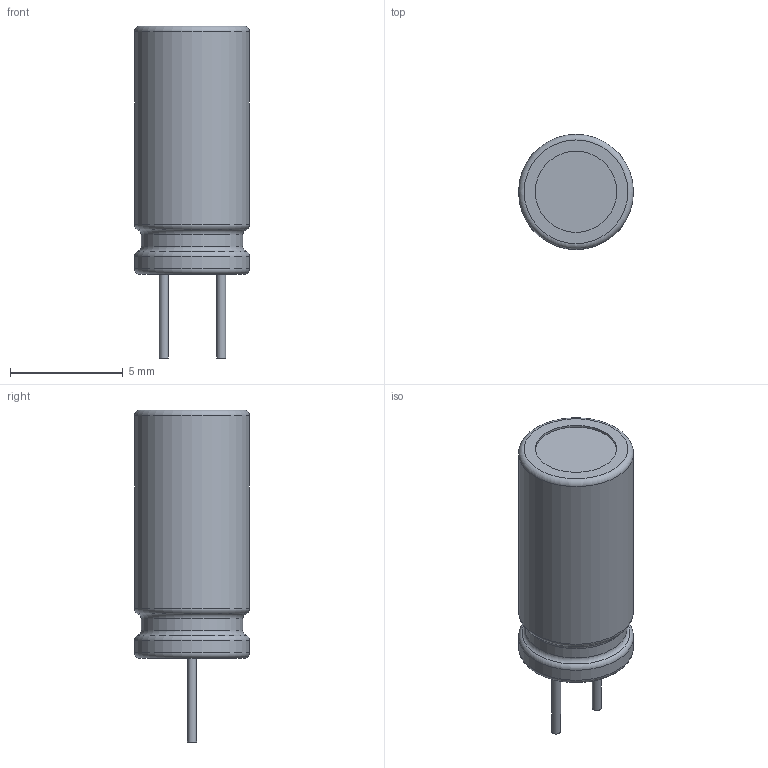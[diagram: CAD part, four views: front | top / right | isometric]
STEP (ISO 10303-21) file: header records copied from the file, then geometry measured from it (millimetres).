
FILE_DESCRIPTION(/* description */ (''),/* implementation_level */ '2;1');
FILE_NAME(/* name */ 'Cap_elec_2.54_5.05x11.step',/* time_stamp */ '2020-04-22T14:24:39+03:00',/* author */ ('vlad.lapshuda'),/* organization */ (''),/* preprocessor_version */ 'ST-DEVELOPER v17.2',/* originating_system */ 'Autodesk Translation Framework v7.6.0.251',/* authorisation */ '');
FILE_SCHEMA (('AUTOMOTIVE_DESIGN { 1 0 10303 214 3 1 1 }'));
Length unit declared in the file: millimetre
Products named in the file (1): Cap_elec_2.54_5.05x11
Bounding box: 5.09 x 5.09 x 14.7 mm (x, y, z)
Volume: 213.7 mm3; surface area: 287.2 mm2
Topology: 5 solids, 5 shells, 27 faces, 41 edges, 26 vertices
Faces by surface type: plane 12, cylinder 9, torus 6
Full cylindrical faces by diameter (mm): 0.4 x2, 3.6 x2, 3.8 x2, 4.5 x1, 5.09 x2
Entity records: 672 total; most frequent: DIRECTION 129, CARTESIAN_POINT 95, ORIENTED_EDGE 82, AXIS2_PLACEMENT_3D 60, EDGE_CURVE 41, CIRCLE 32, EDGE_LOOP 29, FACE_OUTER_BOUND 27
